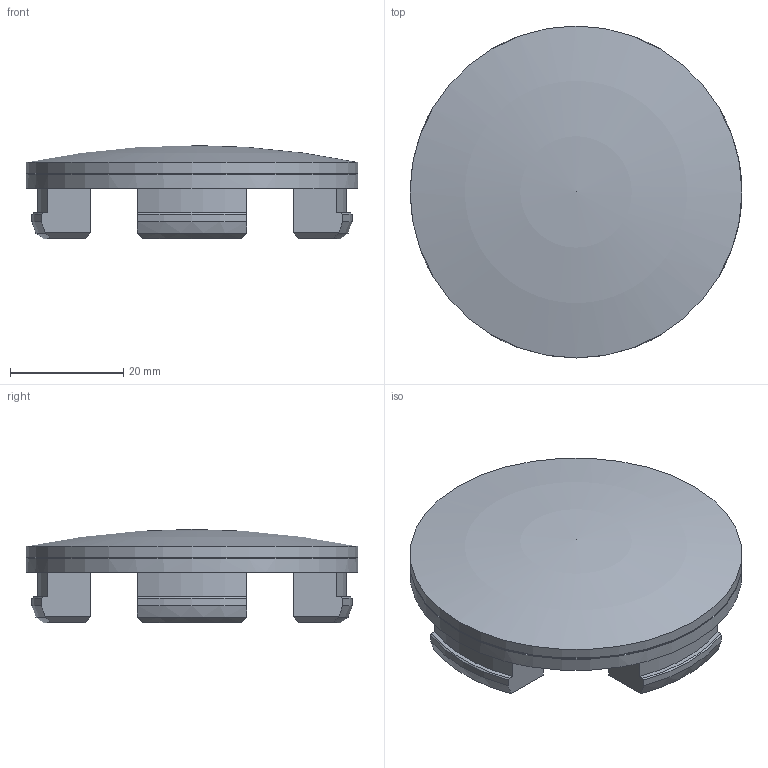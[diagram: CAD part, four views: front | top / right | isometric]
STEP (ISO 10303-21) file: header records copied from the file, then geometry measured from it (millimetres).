
FILE_DESCRIPTION(('FreeCAD Model'),'2;1');
FILE_NAME('Open CASCADE Shape Model','2025-12-17T17:09:21',(''),(''), 'Open CASCADE STEP processor 7.9','FreeCAD','Unknown');
FILE_SCHEMA(('AUTOMOTIVE_DESIGN { 1 0 10303 214 1 1 1 1 }'));
Length unit declared in the file: millimetre
Products named in the file (1): Body
Bounding box: 58.5 x 58.5 x 16.4 mm (x, y, z)
Volume: 20335.8 mm3; surface area: 8444.3 mm2
Topology: 1 solids, 1 shells, 62 faces, 195 edges, 135 vertices
Faces by surface type: plane 34, cylinder 14, cone 12, torus 1, sphere 1
Full cylindrical faces by diameter (mm): 58.5 x2
Entity records: 2263 total; most frequent: CARTESIAN_POINT 425, DIRECTION 403, ORIENTED_EDGE 388, EDGE_CURVE 194, AXIS2_PLACEMENT_3D 155, VERTEX_POINT 135, LINE 93, VECTOR 93
